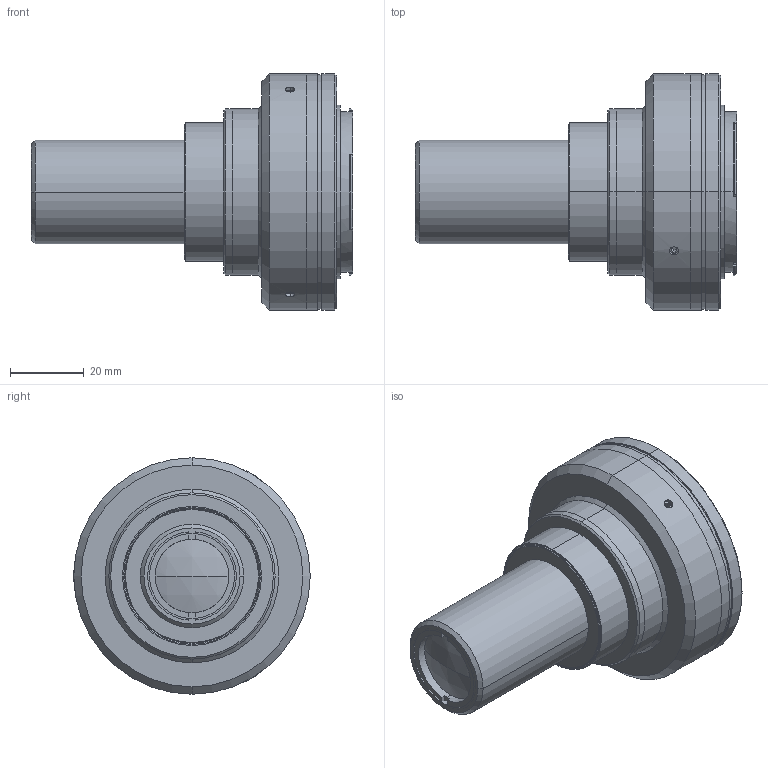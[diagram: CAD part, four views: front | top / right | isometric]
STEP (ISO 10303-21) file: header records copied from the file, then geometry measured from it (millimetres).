
FILE_DESCRIPTION (( 'STEP AP203' ), '1' );
FILE_NAME ('DP31977-A_TC4MHRP009-F.step', '2022-06-13T07:15:46', ( '' ), ( '' ), 'SwSTEP 2.0', 'SolidWorks 2021', '' );
FILE_SCHEMA (( 'CONFIG_CONTROL_DESIGN' ));
Length unit declared in the file: millimetre
Products named in the file (1): DP31977-A_TC4MHRP009-F
Bounding box: 86.89 x 64 x 64 mm (x, y, z)
Surface area: 25714.6 mm2 (no closed solid volume)
Topology: 0 solids, 18 shells, 148 faces, 402 edges, 272 vertices
Faces by surface type: plane 62, cylinder 53, cone 29, sphere 4
Entity records: 4972 total; most frequent: CARTESIAN_POINT 1081, DIRECTION 868, ORIENTED_EDGE 682, EDGE_CURVE 402, AXIS2_PLACEMENT_3D 339, VERTEX_POINT 272, LINE 190, VECTOR 190
